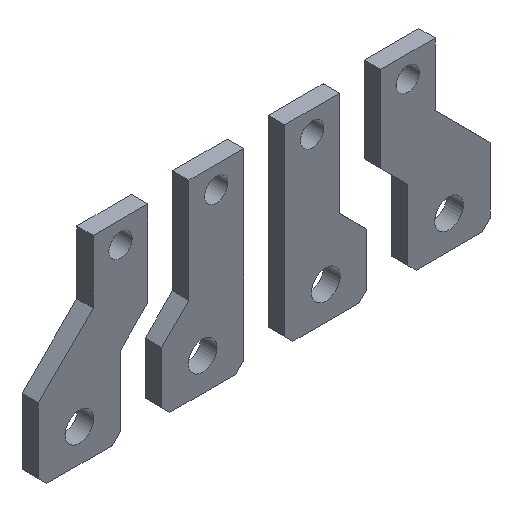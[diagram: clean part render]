
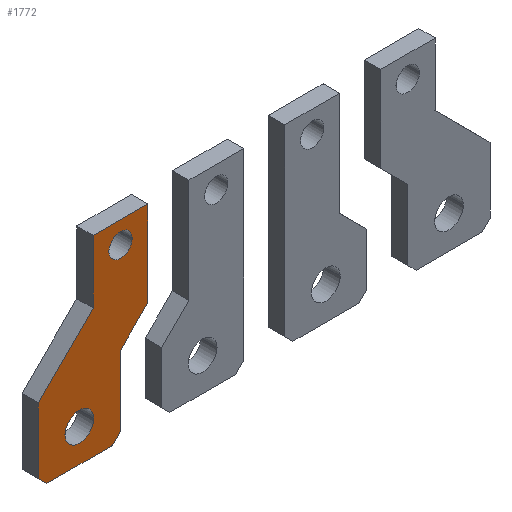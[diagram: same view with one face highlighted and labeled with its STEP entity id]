
A CAD part, isometric view. The second image highlights one B-rep face of the part: STEP entity #1772.
In plain terms, the highlighted planar face has unit normal (0, -1, 0).
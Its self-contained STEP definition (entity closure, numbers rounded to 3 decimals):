
#421=AXIS2_PLACEMENT_3D('Plane Axis2P3D',#418,#419,#420) ;
#1647=AXIS2_PLACEMENT_3D('Circle Axis2P3D',#1645,#1646,$) ;
#1664=AXIS2_PLACEMENT_3D('Circle Axis2P3D',#1662,#1663,$) ;
#1704=AXIS2_PLACEMENT_3D('Circle Axis2P3D',#1702,#1703,$) ;
#1721=AXIS2_PLACEMENT_3D('Circle Axis2P3D',#1719,#1720,$) ;
#418=CARTESIAN_POINT('Axis2P3D Location',(0.,25.,0.)) ;
#1317=CARTESIAN_POINT('Line Origine',(-50.,25.,-126.)) ;
#1321=CARTESIAN_POINT('Vertex',(-38.,25.,-126.)) ;
#1323=CARTESIAN_POINT('Vertex',(-62.,25.,-126.)) ;
#1357=CARTESIAN_POINT('Line Origine',(-63.5,25.,-124.5)) ;
#1361=CARTESIAN_POINT('Vertex',(-65.,25.,-123.)) ;
#1388=CARTESIAN_POINT('Line Origine',(-65.,25.,-111.)) ;
#1392=CARTESIAN_POINT('Vertex',(-65.,25.,-99.)) ;
#1419=CARTESIAN_POINT('Line Origine',(-55.,25.,-89.)) ;
#1423=CARTESIAN_POINT('Vertex',(-45.,25.,-79.)) ;
#1450=CARTESIAN_POINT('Line Origine',(-45.,25.,-67.5)) ;
#1454=CARTESIAN_POINT('Vertex',(-45.,25.,-56.)) ;
#1476=CARTESIAN_POINT('Line Origine',(-35.,25.,-56.)) ;
#1480=CARTESIAN_POINT('Vertex',(-25.,25.,-56.)) ;
#1507=CARTESIAN_POINT('Line Origine',(-25.,25.,-71.642)) ;
#1511=CARTESIAN_POINT('Vertex',(-25.,25.,-87.284)) ;
#1538=CARTESIAN_POINT('Line Origine',(-30.,25.,-92.284)) ;
#1542=CARTESIAN_POINT('Vertex',(-35.,25.,-97.284)) ;
#1569=CARTESIAN_POINT('Line Origine',(-35.,25.,-110.142)) ;
#1573=CARTESIAN_POINT('Vertex',(-35.,25.,-123.)) ;
#1600=CARTESIAN_POINT('Line Origine',(-36.5,25.,-124.5)) ;
#1628=CARTESIAN_POINT('Vertex',(-44.75,25.,-114.)) ;
#1642=CARTESIAN_POINT('Vertex',(-55.25,25.,-114.)) ;
#1645=CARTESIAN_POINT('Axis2P3D Location',(-50.,25.,-114.)) ;
#1662=CARTESIAN_POINT('Axis2P3D Location',(-50.,25.,-114.)) ;
#1685=CARTESIAN_POINT('Vertex',(-30.75,25.,-64.)) ;
#1699=CARTESIAN_POINT('Vertex',(-39.25,25.,-64.)) ;
#1702=CARTESIAN_POINT('Axis2P3D Location',(-35.,25.,-64.)) ;
#1719=CARTESIAN_POINT('Axis2P3D Location',(-35.,25.,-64.)) ;
#419=DIRECTION('Axis2P3D Direction',(-0.,1.,0.)) ;
#420=DIRECTION('Axis2P3D XDirection',(1.,0.,0.)) ;
#1318=DIRECTION('Vector Direction',(-1.,0.,0.)) ;
#1358=DIRECTION('Vector Direction',(-0.707,0.,0.707)) ;
#1389=DIRECTION('Vector Direction',(0.,0.,1.)) ;
#1420=DIRECTION('Vector Direction',(0.707,0.,0.707)) ;
#1451=DIRECTION('Vector Direction',(0.,0.,1.)) ;
#1477=DIRECTION('Vector Direction',(1.,0.,0.)) ;
#1508=DIRECTION('Vector Direction',(0.,0.,-1.)) ;
#1539=DIRECTION('Vector Direction',(-0.707,0.,-0.707)) ;
#1570=DIRECTION('Vector Direction',(0.,0.,-1.)) ;
#1601=DIRECTION('Vector Direction',(-0.707,0.,-0.707)) ;
#1646=DIRECTION('Axis2P3D Direction',(-0.,1.,0.)) ;
#1663=DIRECTION('Axis2P3D Direction',(-0.,1.,0.)) ;
#1703=DIRECTION('Axis2P3D Direction',(-0.,1.,0.)) ;
#1720=DIRECTION('Axis2P3D Direction',(-0.,1.,0.)) ;
#1319=VECTOR('Line Direction',#1318,1.) ;
#1359=VECTOR('Line Direction',#1358,1.) ;
#1390=VECTOR('Line Direction',#1389,1.) ;
#1421=VECTOR('Line Direction',#1420,1.) ;
#1452=VECTOR('Line Direction',#1451,1.) ;
#1478=VECTOR('Line Direction',#1477,1.) ;
#1509=VECTOR('Line Direction',#1508,1.) ;
#1540=VECTOR('Line Direction',#1539,1.) ;
#1571=VECTOR('Line Direction',#1570,1.) ;
#1602=VECTOR('Line Direction',#1601,1.) ;
#1753=ORIENTED_EDGE('',*,*,#1604,.F.) ;
#1754=ORIENTED_EDGE('',*,*,#1575,.F.) ;
#1755=ORIENTED_EDGE('',*,*,#1544,.F.) ;
#1756=ORIENTED_EDGE('',*,*,#1513,.F.) ;
#1757=ORIENTED_EDGE('',*,*,#1482,.F.) ;
#1758=ORIENTED_EDGE('',*,*,#1456,.F.) ;
#1759=ORIENTED_EDGE('',*,*,#1425,.F.) ;
#1760=ORIENTED_EDGE('',*,*,#1394,.F.) ;
#1761=ORIENTED_EDGE('',*,*,#1363,.F.) ;
#1762=ORIENTED_EDGE('',*,*,#1325,.F.) ;
#1765=ORIENTED_EDGE('',*,*,#1666,.T.) ;
#1766=ORIENTED_EDGE('',*,*,#1649,.T.) ;
#1769=ORIENTED_EDGE('',*,*,#1723,.T.) ;
#1770=ORIENTED_EDGE('',*,*,#1706,.T.) ;
#1767=FACE_BOUND('',#1764,.T.) ;
#1771=FACE_BOUND('',#1768,.T.) ;
#1772=ADVANCED_FACE('Terminali anteriori prolungati divaricati ES inferiori',(#1763,#1767,#1771),#422,.F.) ;
#1648=CIRCLE('generated circle',#1647,5.25) ;
#1665=CIRCLE('generated circle',#1664,5.25) ;
#1705=CIRCLE('generated circle',#1704,4.25) ;
#1722=CIRCLE('generated circle',#1721,4.25) ;
#1325=EDGE_CURVE('',#1322,#1324,#1320,.T.) ;
#1363=EDGE_CURVE('',#1324,#1362,#1360,.T.) ;
#1394=EDGE_CURVE('',#1362,#1393,#1391,.T.) ;
#1425=EDGE_CURVE('',#1393,#1424,#1422,.T.) ;
#1456=EDGE_CURVE('',#1424,#1455,#1453,.T.) ;
#1482=EDGE_CURVE('',#1455,#1481,#1479,.T.) ;
#1513=EDGE_CURVE('',#1481,#1512,#1510,.T.) ;
#1544=EDGE_CURVE('',#1512,#1543,#1541,.T.) ;
#1575=EDGE_CURVE('',#1543,#1574,#1572,.T.) ;
#1604=EDGE_CURVE('',#1574,#1322,#1603,.T.) ;
#1649=EDGE_CURVE('',#1629,#1643,#1648,.T.) ;
#1666=EDGE_CURVE('',#1643,#1629,#1665,.T.) ;
#1706=EDGE_CURVE('',#1686,#1700,#1705,.T.) ;
#1723=EDGE_CURVE('',#1700,#1686,#1722,.T.) ;
#1752=EDGE_LOOP('',(#1753,#1754,#1755,#1756,#1757,#1758,#1759,#1760,#1761,#1762)) ;
#1764=EDGE_LOOP('',(#1765,#1766)) ;
#1768=EDGE_LOOP('',(#1769,#1770)) ;
#1763=FACE_OUTER_BOUND('',#1752,.T.) ;
#1320=LINE('Line',#1317,#1319) ;
#1360=LINE('Line',#1357,#1359) ;
#1391=LINE('Line',#1388,#1390) ;
#1422=LINE('Line',#1419,#1421) ;
#1453=LINE('Line',#1450,#1452) ;
#1479=LINE('Line',#1476,#1478) ;
#1510=LINE('Line',#1507,#1509) ;
#1541=LINE('Line',#1538,#1540) ;
#1572=LINE('Line',#1569,#1571) ;
#1603=LINE('Line',#1600,#1602) ;
#422=PLANE('',#421) ;
#1322=VERTEX_POINT('',#1321) ;
#1324=VERTEX_POINT('',#1323) ;
#1362=VERTEX_POINT('',#1361) ;
#1393=VERTEX_POINT('',#1392) ;
#1424=VERTEX_POINT('',#1423) ;
#1455=VERTEX_POINT('',#1454) ;
#1481=VERTEX_POINT('',#1480) ;
#1512=VERTEX_POINT('',#1511) ;
#1543=VERTEX_POINT('',#1542) ;
#1574=VERTEX_POINT('',#1573) ;
#1629=VERTEX_POINT('',#1628) ;
#1643=VERTEX_POINT('',#1642) ;
#1686=VERTEX_POINT('',#1685) ;
#1700=VERTEX_POINT('',#1699) ;
